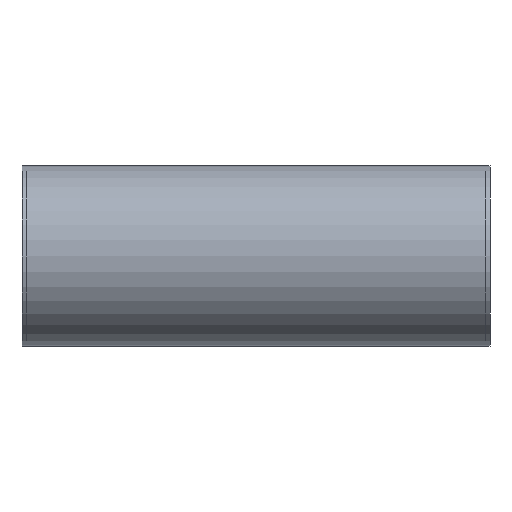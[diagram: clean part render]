
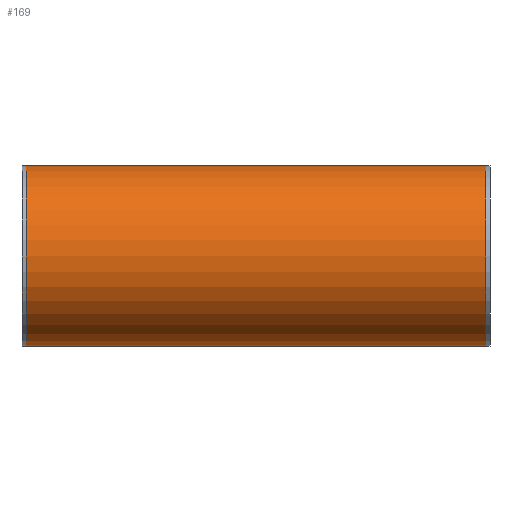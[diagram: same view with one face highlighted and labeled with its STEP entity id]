
A CAD part, left-side view. The second image highlights one B-rep face of the part: STEP entity #169.
In plain terms, the highlighted cylindrical face has radius 13.97 mm (diameter 27.94 mm), a partial arc.
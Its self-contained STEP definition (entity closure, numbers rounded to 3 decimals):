
#51 = VERTEX_POINT('',#52);
#52 = CARTESIAN_POINT('',(-12.383,35.56,13.97));
#58 = EDGE_CURVE('',#51,#59,#61,.T.);
#59 = VERTEX_POINT('',#60);
#60 = CARTESIAN_POINT('',(-12.383,35.56,-13.97));
#61 = CIRCLE('',#62,13.97);
#62 = AXIS2_PLACEMENT_3D('',#63,#64,#65);
#63 = CARTESIAN_POINT('',(-12.383,35.56,0.));
#64 = DIRECTION('',(0.,-1.,0.));
#65 = DIRECTION('',(1.,0.,0.));
#169 = ADVANCED_FACE('',(#170),#196,.T.);
#170 = FACE_BOUND('',#171,.F.);
#171 = EDGE_LOOP('',(#172,#173,#181,#190));
#172 = ORIENTED_EDGE('',*,*,#58,.F.);
#173 = ORIENTED_EDGE('',*,*,#174,.T.);
#174 = EDGE_CURVE('',#51,#175,#177,.T.);
#175 = VERTEX_POINT('',#176);
#176 = CARTESIAN_POINT('',(-12.383,-35.56,13.97));
#177 = LINE('',#178,#179);
#178 = CARTESIAN_POINT('',(-12.383,36.195,13.97));
#179 = VECTOR('',#180,1.);
#180 = DIRECTION('',(0.,-1.,0.));
#181 = ORIENTED_EDGE('',*,*,#182,.T.);
#182 = EDGE_CURVE('',#175,#183,#185,.T.);
#183 = VERTEX_POINT('',#184);
#184 = CARTESIAN_POINT('',(-12.383,-35.56,-13.97));
#185 = CIRCLE('',#186,13.97);
#186 = AXIS2_PLACEMENT_3D('',#187,#188,#189);
#187 = CARTESIAN_POINT('',(-12.383,-35.56,0.));
#188 = DIRECTION('',(0.,-1.,0.));
#189 = DIRECTION('',(1.,0.,0.));
#190 = ORIENTED_EDGE('',*,*,#191,.F.);
#191 = EDGE_CURVE('',#59,#183,#192,.T.);
#192 = LINE('',#193,#194);
#193 = CARTESIAN_POINT('',(-12.383,36.195,-13.97));
#194 = VECTOR('',#195,1.);
#195 = DIRECTION('',(0.,-1.,0.));
#196 = CYLINDRICAL_SURFACE('',#197,13.97);
#197 = AXIS2_PLACEMENT_3D('',#198,#199,#200);
#198 = CARTESIAN_POINT('',(-12.383,36.195,0.));
#199 = DIRECTION('',(0.,1.,0.));
#200 = DIRECTION('',(1.,0.,0.));
